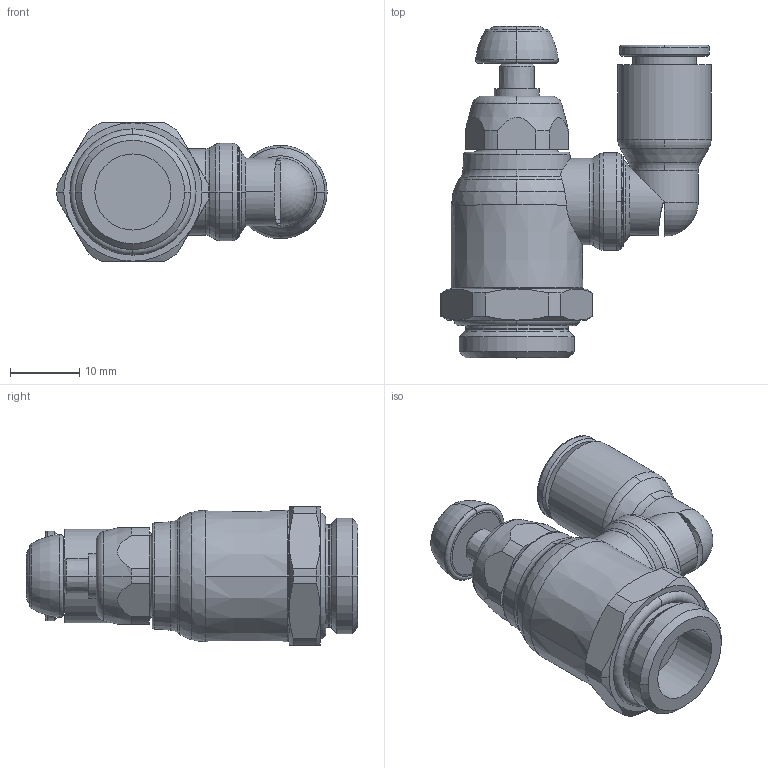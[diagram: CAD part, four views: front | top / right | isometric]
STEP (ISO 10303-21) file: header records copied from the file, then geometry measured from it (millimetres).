
FILE_DESCRIPTION(('STEP AP214'),'1');
FILE_NAME('7040_08_17.stp','2016-07-07T14:14:18',('TraceParts'),('TraceParts S.A.'),'Spatial InterOp 3D',' ',' ');
FILE_SCHEMA(('automotive_design'));
Length unit declared in the file: millimetre
Products named in the file (1): 1
Bounding box: 39.09 x 48 x 20 mm (x, y, z)
Volume: 14183.9 mm3; surface area: 3699.6 mm2
Topology: 1 solids, 2 shells, 179 faces, 464 edges, 296 vertices
Faces by surface type: cone 60, torus 53, cylinder 38, plane 26, revolution 2
Entity records: 6018 total; most frequent: CARTESIAN_POINT 1497, DIRECTION 1064, ORIENTED_EDGE 924, AXIS2_PLACEMENT_3D 476, EDGE_CURVE 462, CIRCLE 298, VERTEX_POINT 296, EDGE_LOOP 190
